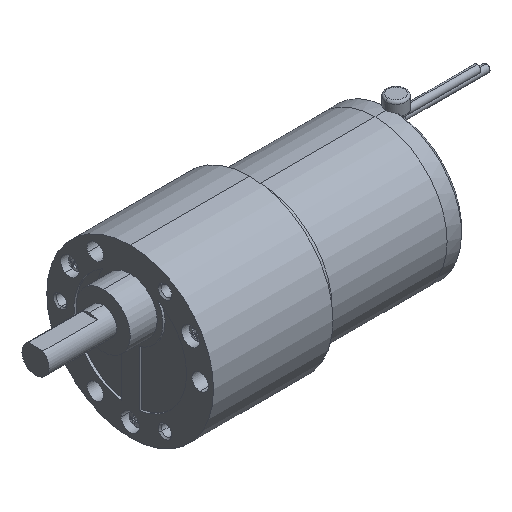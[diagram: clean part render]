
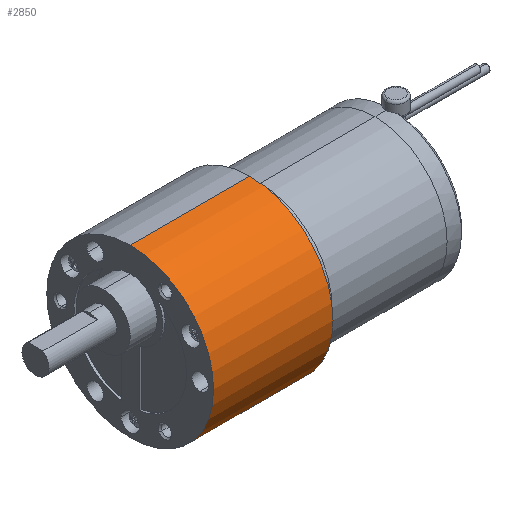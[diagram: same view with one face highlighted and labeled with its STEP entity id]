
A CAD part, isometric view. The second image highlights one B-rep face of the part: STEP entity #2850.
In plain terms, the highlighted cylindrical face has radius 18.5 mm (diameter 37 mm), a partial arc.
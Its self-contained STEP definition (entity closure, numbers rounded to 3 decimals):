
#2748=CARTESIAN_POINT('POINT7079',(0.,0.,
   -25.5));
#2749=VERTEX_POINT('VERTEX7079',#2748);
#2750=CARTESIAN_POINT('POINT7080',(0.,
   0.,11.5));
#2751=VERTEX_POINT('VERTEX7080',#2750);
#2752=CARTESIAN_POINT('POS10207',(0.,0.,-7.));
#2753=DIRECTION('DIR15996',(-1.,0.,0.));
#2754=DIRECTION('DIR15997',(0.,0.,-1.));
#2755=AXIS2_PLACEMENT_3D('AXIS5790',#2752,#2753,#2754);
#2756=CIRCLE('ELLIPSE2789',#2755,18.5);
#2757=EDGE_CURVE('EDGE11355',#2749,#2751,#2756,.T.);
#2819=CARTESIAN_POINT('POINT7081',(26.5,0.,-25.5));
#2820=VERTEX_POINT('VERTEX7081',#2819);
#2821=CARTESIAN_POINT('POS10209',(0.25,
   0.,-25.5));
#2822=DIRECTION('DIR16000',(1.,0.,0.));
#2823=VECTOR('VEC4418',#2822,1.);
#2824=LINE('STRAIGHT4418',#2821,#2823);
#2825=EDGE_CURVE('EDGE11357',#2749,#2820,#2824,.T.);
#2826=ORIENTED_EDGE('COEDGE22719',*,*,#2825,.T.);
#2827=CARTESIAN_POINT('POINT7082',(26.5,0.,
   11.5));
#2828=VERTEX_POINT('VERTEX7082',#2827);
#2829=CARTESIAN_POINT('POS10210',(26.5,0.,-7.));
#2830=DIRECTION('DIR16001',(1.,0.,0.));
#2831=DIRECTION('DIR16002',(0.,0.,-1.));
#2832=AXIS2_PLACEMENT_3D('AXIS5792',#2829,#2830,#2831);
#2833=CIRCLE('ELLIPSE2790',#2832,18.5);
#2834=EDGE_CURVE('EDGE11358',#2828,#2820,#2833,.T.);
#2835=ORIENTED_EDGE('COEDGE22720',*,*,#2834,.F.);
#2836=CARTESIAN_POINT('POS10211',(0.25,
   0.,11.5));
#2837=DIRECTION('DIR16003',(-1.,0.,0.));
#2838=VECTOR('VEC4419',#2837,1.);
#2839=LINE('STRAIGHT4419',#2836,#2838);
#2840=EDGE_CURVE('EDGE11359',#2828,#2751,#2839,.T.);
#2841=ORIENTED_EDGE('COEDGE22721',*,*,#2840,.T.);
#2842=ORIENTED_EDGE('COEDGE22722',*,*,#2757,.F.);
#2843=EDGE_LOOP('NONE',(#2826,#2835,#2841,#2842));
#2844=FACE_BOUND('LOOP1',#2843,.T.);
#2845=CARTESIAN_POINT('POS10212',(0.25,0.,-7.));
#2846=DIRECTION('DIR16004',(1.,0.,0.));
#2847=DIRECTION('DIR16005',(0.,0.,-1.));
#2848=AXIS2_PLACEMENT_3D('AXIS5793',#2845,#2846,#2847);
#2849=CYLINDRICAL_SURFACE('CONE_SURF1206',#2848,18.5);
#2850=ADVANCED_FACE('FACE5132',(#2844),#2849,.T.);
